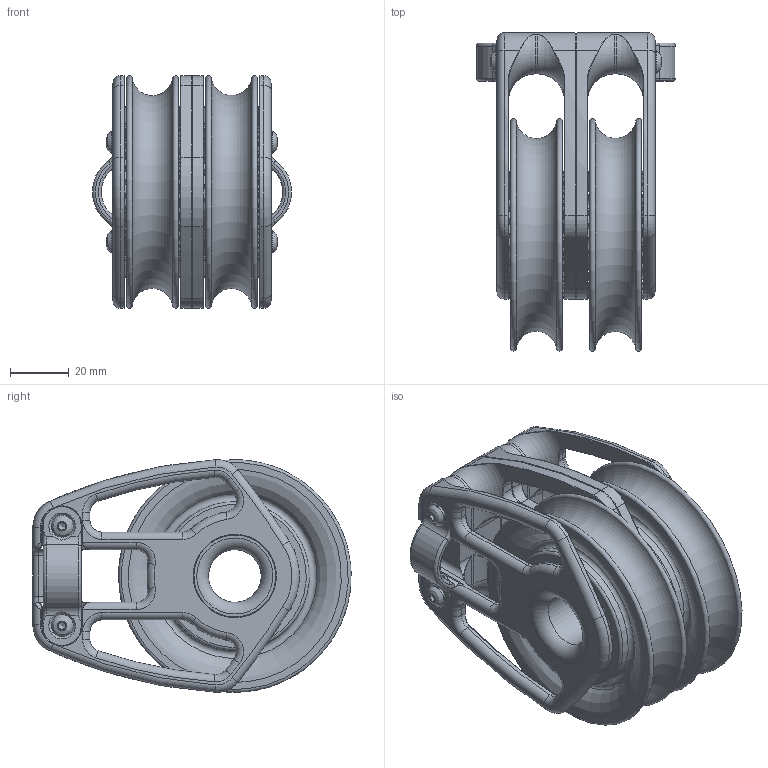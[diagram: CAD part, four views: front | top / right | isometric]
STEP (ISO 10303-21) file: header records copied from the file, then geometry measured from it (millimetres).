
FILE_DESCRIPTION(/* description */ (''),/* implementation_level */ '2;1');
FILE_NAME(/* name */ 'LL1082.stp',/* time_stamp */ '2020-02-22T18:18:33+01:00',/* author */ ('francesca'),/* organization */ (''),/* preprocessor_version */ 'ST-DEVELOPER v16.5',/* originating_system */ 'Autodesk Inventor 2017',/* authorisation */ '');
FILE_SCHEMA (('CONFIG_CONTROL_DESIGN'));
Length unit declared in the file: millimetre
Products named in the file (1): 18040920
Bounding box: 67.9 x 108.73 x 79.45 mm (x, y, z)
Volume: 196964.8 mm3; surface area: 69562.4 mm2
Topology: 1 solids, 1 shells, 960 faces, 2164 edges, 1288 vertices
Faces by surface type: torus 327, cylinder 295, plane 125, sphere 110, bspline 80, cone 23
Full cylindrical faces by diameter (mm): 4 x4, 4.5 x4, 6.5 x2, 18 x1, 21 x1, 25 x4, 28 x2, 29.9 x4, 50.8 x4
Entity records: 28902 total; most frequent: CARTESIAN_POINT 7810, DIRECTION 4818, ORIENTED_EDGE 4052, AXIS2_PLACEMENT_3D 2163, EDGE_CURVE 2022, VERTEX_POINT 1255, CIRCLE 1242, EDGE_LOOP 1185
